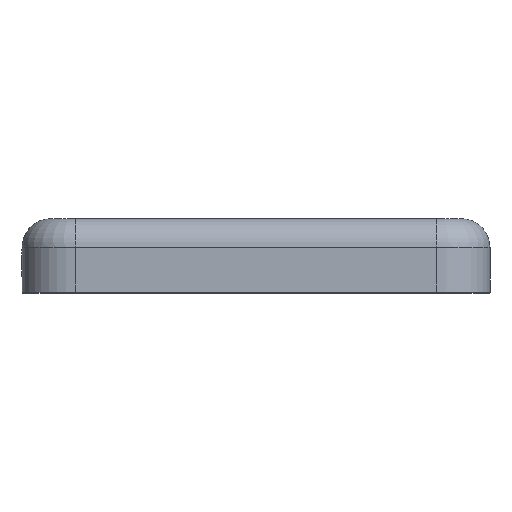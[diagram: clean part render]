
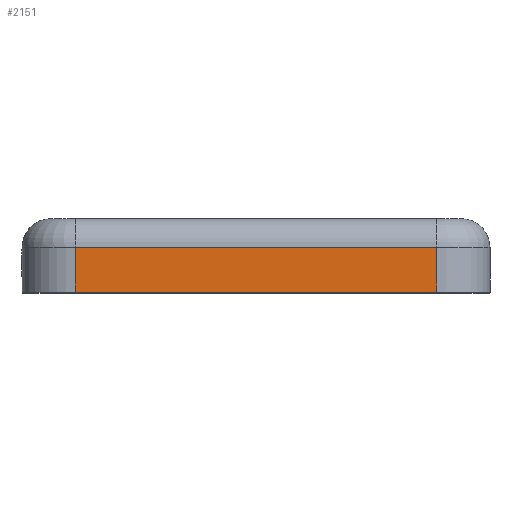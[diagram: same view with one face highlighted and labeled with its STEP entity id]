
A CAD part, top view. The second image highlights one B-rep face of the part: STEP entity #2151.
In plain terms, the highlighted planar face has unit normal (0, 0, 1).
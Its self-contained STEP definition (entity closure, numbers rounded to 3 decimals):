
#72 = FACE_OUTER_BOUND ( 'NONE', #2509, .T. ) ;
#99 = DIRECTION ( 'NONE',  ( 0., -1., 0. ) ) ;
#108 = EDGE_CURVE ( 'NONE', #2304, #1770, #865, .T. ) ;
#112 = CARTESIAN_POINT ( 'NONE',  ( 5.4, -2.2, 10.45 ) ) ;
#230 = CARTESIAN_POINT ( 'NONE',  ( -5.4, -0.86, 10.45 ) ) ;
#537 = VERTEX_POINT ( 'NONE', #230 ) ;
#551 = CARTESIAN_POINT ( 'NONE',  ( 5.4, -0.86, 10.45 ) ) ;
#562 = CARTESIAN_POINT ( 'NONE',  ( 5.4, -0.86, 10.45 ) ) ;
#621 = PLANE ( 'NONE',  #1220 ) ;
#637 = EDGE_CURVE ( 'NONE', #2015, #2304, #1516, .T. ) ;
#645 = VECTOR ( 'NONE', #99, 1000. ) ;
#661 = CARTESIAN_POINT ( 'NONE',  ( 5.4, 0., 10.45 ) ) ;
#698 = CARTESIAN_POINT ( 'NONE',  ( -5.4, -2.2, 10.45 ) ) ;
#764 = EDGE_CURVE ( 'NONE', #2015, #537, #937, .T. ) ;
#780 = ORIENTED_EDGE ( 'NONE', *, *, #637, .F. ) ;
#865 = LINE ( 'NONE', #877, #1271 ) ;
#877 = CARTESIAN_POINT ( 'NONE',  ( 5.4, -2.2, 10.45 ) ) ;
#890 = DIRECTION ( 'NONE',  ( 0., -1., 0. ) ) ;
#923 = CARTESIAN_POINT ( 'NONE',  ( -5.4, 0., 10.45 ) ) ;
#937 = LINE ( 'NONE', #551, #1876 ) ;
#980 = ORIENTED_EDGE ( 'NONE', *, *, #108, .F. ) ;
#1108 = DIRECTION ( 'NONE',  ( -1., 0., 0. ) ) ;
#1220 = AXIS2_PLACEMENT_3D ( 'NONE', #661, #1645, #1412 ) ;
#1263 = ORIENTED_EDGE ( 'NONE', *, *, #764, .T. ) ;
#1271 = VECTOR ( 'NONE', #1108, 1000. ) ;
#1285 = LINE ( 'NONE', #923, #645 ) ;
#1412 = DIRECTION ( 'NONE',  ( -1., 0., 0. ) ) ;
#1479 = CARTESIAN_POINT ( 'NONE',  ( 5.4, 0., 10.45 ) ) ;
#1516 = LINE ( 'NONE', #1479, #2448 ) ;
#1612 = ORIENTED_EDGE ( 'NONE', *, *, #2259, .T. ) ;
#1645 = DIRECTION ( 'NONE',  ( 0., 0., -1. ) ) ;
#1770 = VERTEX_POINT ( 'NONE', #698 ) ;
#1876 = VECTOR ( 'NONE', #2362, 1000. ) ;
#2015 = VERTEX_POINT ( 'NONE', #562 ) ;
#2151 = ADVANCED_FACE ( 'NONE', ( #72 ), #621, .F. ) ;
#2259 = EDGE_CURVE ( 'NONE', #537, #1770, #1285, .T. ) ;
#2304 = VERTEX_POINT ( 'NONE', #112 ) ;
#2362 = DIRECTION ( 'NONE',  ( -1., 0., 0. ) ) ;
#2448 = VECTOR ( 'NONE', #890, 1000. ) ;
#2509 = EDGE_LOOP ( 'NONE', ( #980, #780, #1263, #1612 ) ) ;
